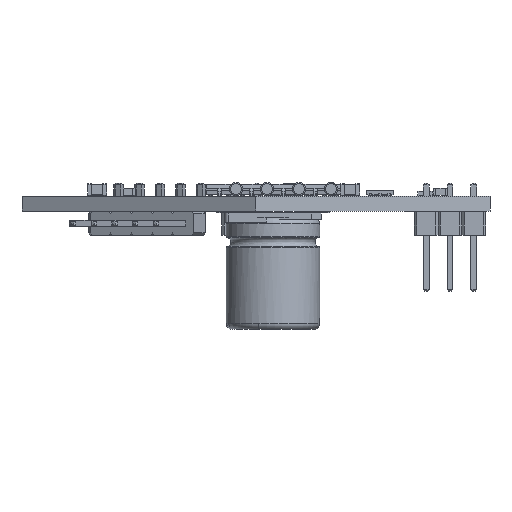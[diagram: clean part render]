
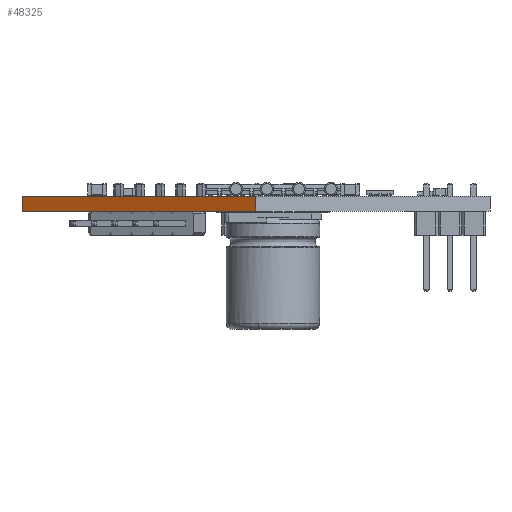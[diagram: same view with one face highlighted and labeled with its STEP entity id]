
A CAD part, left-side view. The second image highlights one B-rep face of the part: STEP entity #48325.
In plain terms, the highlighted planar face has unit normal (-0.866, 0.5, 0).
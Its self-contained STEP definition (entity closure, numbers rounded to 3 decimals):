
#46106 = PLANE('',#46107);
#46107 = AXIS2_PLACEMENT_3D('',#46108,#46109,#46110);
#46108 = CARTESIAN_POINT('',(148.501,-105.004,1.6));
#46109 = DIRECTION('',(0.,0.,1.));
#46110 = DIRECTION('',(1.,0.,-0.));
#46134 = PLANE('',#46135);
#46135 = AXIS2_PLACEMENT_3D('',#46136,#46137,#46138);
#46136 = CARTESIAN_POINT('',(162.935,-80.004,0.));
#46137 = DIRECTION('',(0.,-1.,0.));
#46138 = DIRECTION('',(-1.,0.,0.));
#46160 = PLANE('',#46161);
#46161 = AXIS2_PLACEMENT_3D('',#46162,#46163,#46164);
#46162 = CARTESIAN_POINT('',(148.501,-105.004,0.));
#46163 = DIRECTION('',(0.,0.,1.));
#46164 = DIRECTION('',(1.,0.,-0.));
#46253 = VERTEX_POINT('',#46254);
#46254 = CARTESIAN_POINT('',(134.067,-80.004,1.6));
#46275 = EDGE_CURVE('',#46276,#46253,#46278,.T.);
#46276 = VERTEX_POINT('',#46277);
#46277 = CARTESIAN_POINT('',(134.067,-80.004,0.));
#46278 = SURFACE_CURVE('',#46279,(#46283,#46290),.PCURVE_S1.);
#46279 = LINE('',#46280,#46281);
#46280 = CARTESIAN_POINT('',(134.067,-80.004,0.));
#46281 = VECTOR('',#46282,1.);
#46282 = DIRECTION('',(0.,0.,1.));
#46283 = PCURVE('',#46134,#46284);
#46284 = DEFINITIONAL_REPRESENTATION('',(#46285),#46289);
#46285 = LINE('',#46286,#46287);
#46286 = CARTESIAN_POINT('',(28.868,0.));
#46287 = VECTOR('',#46288,1.);
#46288 = DIRECTION('',(0.,-1.));
#46289 = ( GEOMETRIC_REPRESENTATION_CONTEXT(2) 
PARAMETRIC_REPRESENTATION_CONTEXT() REPRESENTATION_CONTEXT('2D SPACE',''
  ) );
#46290 = PCURVE('',#46291,#46296);
#46291 = PLANE('',#46292);
#46292 = AXIS2_PLACEMENT_3D('',#46293,#46294,#46295);
#46293 = CARTESIAN_POINT('',(134.067,-80.004,0.));
#46294 = DIRECTION('',(0.866,-0.5,0.));
#46295 = DIRECTION('',(-0.5,-0.866,0.));
#46296 = DEFINITIONAL_REPRESENTATION('',(#46297),#46301);
#46297 = LINE('',#46298,#46299);
#46298 = CARTESIAN_POINT('',(0.,0.));
#46299 = VECTOR('',#46300,1.);
#46300 = DIRECTION('',(0.,-1.));
#46301 = ( GEOMETRIC_REPRESENTATION_CONTEXT(2) 
PARAMETRIC_REPRESENTATION_CONTEXT() REPRESENTATION_CONTEXT('2D SPACE',''
  ) );
#46329 = EDGE_CURVE('',#46276,#46330,#46332,.T.);
#46330 = VERTEX_POINT('',#46331);
#46331 = CARTESIAN_POINT('',(119.634,-105.004,0.));
#46332 = SURFACE_CURVE('',#46333,(#46337,#46344),.PCURVE_S1.);
#46333 = LINE('',#46334,#46335);
#46334 = CARTESIAN_POINT('',(134.067,-80.004,0.));
#46335 = VECTOR('',#46336,1.);
#46336 = DIRECTION('',(-0.5,-0.866,0.));
#46337 = PCURVE('',#46160,#46338);
#46338 = DEFINITIONAL_REPRESENTATION('',(#46339),#46343);
#46339 = LINE('',#46340,#46341);
#46340 = CARTESIAN_POINT('',(-14.434,25.));
#46341 = VECTOR('',#46342,1.);
#46342 = DIRECTION('',(-0.5,-0.866));
#46343 = ( GEOMETRIC_REPRESENTATION_CONTEXT(2) 
PARAMETRIC_REPRESENTATION_CONTEXT() REPRESENTATION_CONTEXT('2D SPACE',''
  ) );
#46344 = PCURVE('',#46291,#46345);
#46345 = DEFINITIONAL_REPRESENTATION('',(#46346),#46350);
#46346 = LINE('',#46347,#46348);
#46347 = CARTESIAN_POINT('',(0.,0.));
#46348 = VECTOR('',#46349,1.);
#46349 = DIRECTION('',(1.,0.));
#46350 = ( GEOMETRIC_REPRESENTATION_CONTEXT(2) 
PARAMETRIC_REPRESENTATION_CONTEXT() REPRESENTATION_CONTEXT('2D SPACE',''
  ) );
#46368 = PLANE('',#46369);
#46369 = AXIS2_PLACEMENT_3D('',#46370,#46371,#46372);
#46370 = CARTESIAN_POINT('',(119.634,-105.004,0.));
#46371 = DIRECTION('',(0.866,0.5,-0.));
#46372 = DIRECTION('',(0.5,-0.866,0.));
#47399 = EDGE_CURVE('',#46253,#47400,#47402,.T.);
#47400 = VERTEX_POINT('',#47401);
#47401 = CARTESIAN_POINT('',(119.634,-105.004,1.6));
#47402 = SURFACE_CURVE('',#47403,(#47407,#47414),.PCURVE_S1.);
#47403 = LINE('',#47404,#47405);
#47404 = CARTESIAN_POINT('',(134.067,-80.004,1.6));
#47405 = VECTOR('',#47406,1.);
#47406 = DIRECTION('',(-0.5,-0.866,0.));
#47407 = PCURVE('',#46106,#47408);
#47408 = DEFINITIONAL_REPRESENTATION('',(#47409),#47413);
#47409 = LINE('',#47410,#47411);
#47410 = CARTESIAN_POINT('',(-14.434,25.));
#47411 = VECTOR('',#47412,1.);
#47412 = DIRECTION('',(-0.5,-0.866));
#47413 = ( GEOMETRIC_REPRESENTATION_CONTEXT(2) 
PARAMETRIC_REPRESENTATION_CONTEXT() REPRESENTATION_CONTEXT('2D SPACE',''
  ) );
#47414 = PCURVE('',#46291,#47415);
#47415 = DEFINITIONAL_REPRESENTATION('',(#47416),#47420);
#47416 = LINE('',#47417,#47418);
#47417 = CARTESIAN_POINT('',(0.,-1.6));
#47418 = VECTOR('',#47419,1.);
#47419 = DIRECTION('',(1.,0.));
#47420 = ( GEOMETRIC_REPRESENTATION_CONTEXT(2) 
PARAMETRIC_REPRESENTATION_CONTEXT() REPRESENTATION_CONTEXT('2D SPACE',''
  ) );
#48325 = ADVANCED_FACE('',(#48326),#46291,.F.);
#48326 = FACE_BOUND('',#48327,.F.);
#48327 = EDGE_LOOP('',(#48328,#48329,#48330,#48351));
#48328 = ORIENTED_EDGE('',*,*,#46275,.T.);
#48329 = ORIENTED_EDGE('',*,*,#47399,.T.);
#48330 = ORIENTED_EDGE('',*,*,#48331,.F.);
#48331 = EDGE_CURVE('',#46330,#47400,#48332,.T.);
#48332 = SURFACE_CURVE('',#48333,(#48337,#48344),.PCURVE_S1.);
#48333 = LINE('',#48334,#48335);
#48334 = CARTESIAN_POINT('',(119.634,-105.004,0.));
#48335 = VECTOR('',#48336,1.);
#48336 = DIRECTION('',(0.,0.,1.));
#48337 = PCURVE('',#46291,#48338);
#48338 = DEFINITIONAL_REPRESENTATION('',(#48339),#48343);
#48339 = LINE('',#48340,#48341);
#48340 = CARTESIAN_POINT('',(28.867,0.));
#48341 = VECTOR('',#48342,1.);
#48342 = DIRECTION('',(0.,-1.));
#48343 = ( GEOMETRIC_REPRESENTATION_CONTEXT(2) 
PARAMETRIC_REPRESENTATION_CONTEXT() REPRESENTATION_CONTEXT('2D SPACE',''
  ) );
#48344 = PCURVE('',#46368,#48345);
#48345 = DEFINITIONAL_REPRESENTATION('',(#48346),#48350);
#48346 = LINE('',#48347,#48348);
#48347 = CARTESIAN_POINT('',(0.,0.));
#48348 = VECTOR('',#48349,1.);
#48349 = DIRECTION('',(0.,-1.));
#48350 = ( GEOMETRIC_REPRESENTATION_CONTEXT(2) 
PARAMETRIC_REPRESENTATION_CONTEXT() REPRESENTATION_CONTEXT('2D SPACE',''
  ) );
#48351 = ORIENTED_EDGE('',*,*,#46329,.F.);
